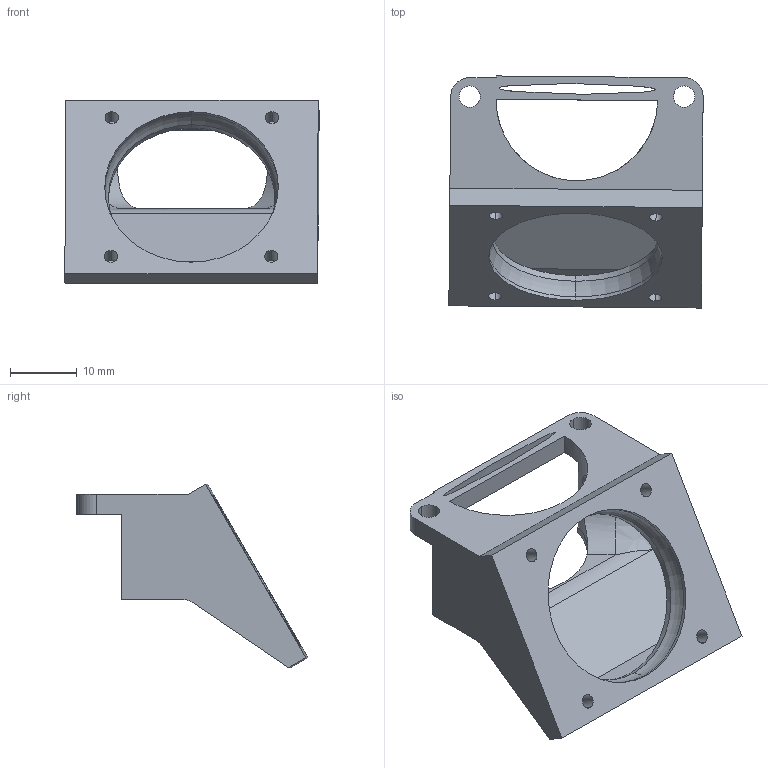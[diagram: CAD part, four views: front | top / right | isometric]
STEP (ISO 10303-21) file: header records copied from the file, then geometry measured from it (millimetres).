
FILE_DESCRIPTION (( 'STEP AP203' ), '1' );
FILE_NAME ('綰奪瑞圮盓殤.STEP', '2025-01-10T08:46:14', ( 'Leo' ), ( '' ), 'SwSTEP 2.0', 'SolidWorks 2022', '' );
FILE_SCHEMA (( 'CONFIG_CONTROL_DESIGN' ));
Length unit declared in the file: millimetre
Products named in the file (3): 喉管风扇支架; ____-2.stp; V.stp
Assembly tree (2 placements, depth 3):
  喉管风扇支架
    V.stp
      ____-2.stp
Bounding box: 38.08 x 34.72 x 27.48 mm (x, y, z)
Volume: 5830.7 mm3; surface area: 5512.7 mm2
Topology: 1 solids, 1 shells, 83 faces, 213 edges, 134 vertices
Faces by surface type: cylinder 33, plane 31, bspline 17, torus 2
Entity records: 3681 total; most frequent: CARTESIAN_POINT 1478, ORIENTED_EDGE 426, DIRECTION 365, EDGE_CURVE 213, AXIS2_PLACEMENT_3D 137, VERTEX_POINT 134, EDGE_LOOP 95, VECTOR 91
